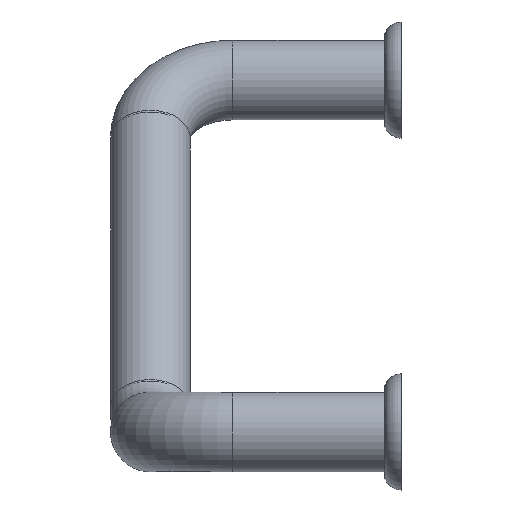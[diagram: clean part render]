
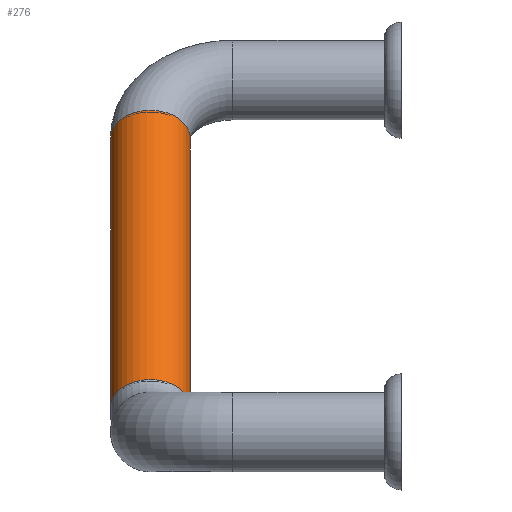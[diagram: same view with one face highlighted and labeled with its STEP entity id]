
A CAD part, left-side view. The second image highlights one B-rep face of the part: STEP entity #276.
In plain terms, the highlighted cylindrical face has radius 25.4 mm (diameter 50.8 mm), a full revolution.
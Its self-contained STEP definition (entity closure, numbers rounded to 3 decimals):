
#276=ADVANCED_FACE('',(#559,#561),#563,.T.);
#559=FACE_OUTER_BOUND('',#560,.T.);
#560=EDGE_LOOP('',(#691));
#561=FACE_OUTER_BOUND('',#562,.T.);
#562=EDGE_LOOP('',(#692));
#563=CYLINDRICAL_SURFACE('',#564,25.4);
#564=AXIS2_PLACEMENT_3D('',#565,#566,#567);
#565=CARTESIAN_POINT('',(-37.194,160.,-37.194));
#566=DIRECTION('',(-0.707,0.,-0.707));
#567=DIRECTION('',(0.5,0.707,-0.5));
#691=ORIENTED_EDGE('',*,*,#765,.T.);
#692=ORIENTED_EDGE('',*,*,#767,.F.);
#765=EDGE_CURVE('',#808,#808,#809,.T.);
#767=EDGE_CURVE('',#812,#812,#813,.T.);
#808=VERTEX_POINT('',#911);
#809=CIRCLE('',#912,25.4);
#812=VERTEX_POINT('',#921);
#813=CIRCLE('',#922,25.4);
#911=CARTESIAN_POINT('',(-24.494,177.961,-49.894));
#912=AXIS2_PLACEMENT_3D('',#913,#914,#915);
#913=CARTESIAN_POINT('',(-37.194,160.,-37.194));
#914=DIRECTION('',(-0.707,0.,-0.707));
#915=DIRECTION('',(0.5,0.707,-0.5));
#921=CARTESIAN_POINT('',(-196.094,177.961,-221.494));
#922=AXIS2_PLACEMENT_3D('',#923,#924,#925);
#923=CARTESIAN_POINT('',(-208.794,160.,-208.794));
#924=DIRECTION('',(-0.707,0.,-0.707));
#925=DIRECTION('',(0.5,0.707,-0.5));
